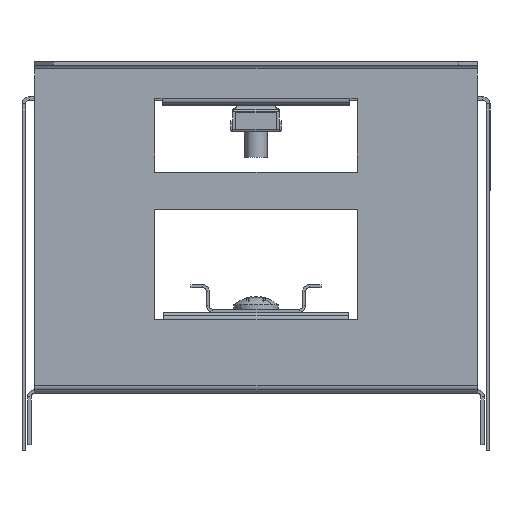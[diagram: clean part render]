
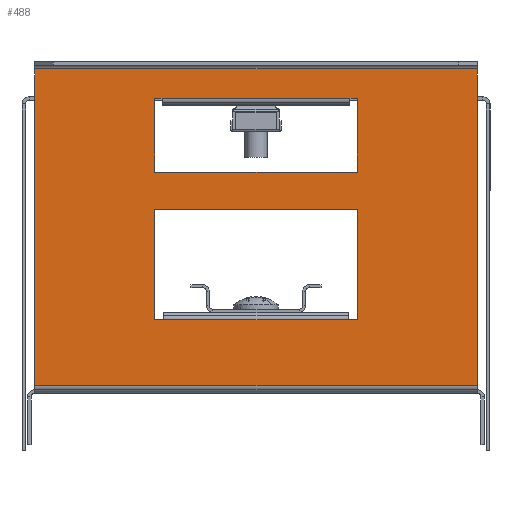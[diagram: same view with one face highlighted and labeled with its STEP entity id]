
A CAD part, left-side view. The second image highlights one B-rep face of the part: STEP entity #488.
In plain terms, the highlighted planar face has unit normal (-1, 0, 0).
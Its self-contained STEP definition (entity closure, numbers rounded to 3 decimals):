
#205 = CARTESIAN_POINT ( 'NONE',  ( -222.5, 60., -70. ) ) ;
#224 = LINE ( 'NONE', #8094, #11457 ) ;
#324 = LINE ( 'NONE', #2270, #375 ) ;
#354 = VECTOR ( 'NONE', #10958, 1000. ) ;
#375 = VECTOR ( 'NONE', #6085, 1000. ) ;
#488 = ADVANCED_FACE ( 'NONE', ( #8760, #7742, #2654 ), #10648, .F. ) ;
#489 = ORIENTED_EDGE ( 'NONE', *, *, #3156, .T. ) ;
#552 = VECTOR ( 'NONE', #7467, 1000. ) ;
#651 = CARTESIAN_POINT ( 'NONE',  ( -222.5, 60., -64. ) ) ;
#699 = LINE ( 'NONE', #768, #7578 ) ;
#768 = CARTESIAN_POINT ( 'NONE',  ( -222.5, 25.5, -10. ) ) ;
#779 = DIRECTION ( 'NONE',  ( 0., 0., -1. ) ) ;
#1030 = ORIENTED_EDGE ( 'NONE', *, *, #2620, .T. ) ;
#1038 = EDGE_CURVE ( 'NONE', #7912, #10676, #12729, .T. ) ;
#1064 = DIRECTION ( 'NONE',  ( 0., 0., 1. ) ) ;
#1330 = CARTESIAN_POINT ( 'NONE',  ( -222.5, 25.5, -10. ) ) ;
#1548 = LINE ( 'NONE', #3353, #9080 ) ;
#1574 = VECTOR ( 'NONE', #4815, 1000. ) ;
#1768 = LINE ( 'NONE', #3777, #12340 ) ;
#1778 = DIRECTION ( 'NONE',  ( 0., 0., 1. ) ) ;
#1922 = LINE ( 'NONE', #5768, #4299 ) ;
#2008 = VERTEX_POINT ( 'NONE', #9278 ) ;
#2062 = CARTESIAN_POINT ( 'NONE',  ( -222.5, 27.5, -30. ) ) ;
#2071 = ORIENTED_EDGE ( 'NONE', *, *, #5884, .T. ) ;
#2076 = ORIENTED_EDGE ( 'NONE', *, *, #3351, .T. ) ;
#2114 = ORIENTED_EDGE ( 'NONE', *, *, #3991, .T. ) ;
#2115 = CARTESIAN_POINT ( 'NONE',  ( -222.5, -27.5, -30. ) ) ;
#2177 = ORIENTED_EDGE ( 'NONE', *, *, #11370, .T. ) ;
#2189 = VECTOR ( 'NONE', #11233, 1000. ) ;
#2242 = CARTESIAN_POINT ( 'NONE',  ( -222.5, -25.5, -10. ) ) ;
#2270 = CARTESIAN_POINT ( 'NONE',  ( -222.5, 60., -10. ) ) ;
#2337 = CARTESIAN_POINT ( 'NONE',  ( -222.5, 27.5, -40. ) ) ;
#2559 = AXIS2_PLACEMENT_3D ( 'NONE', #651, #6719, #779 ) ;
#2616 = VECTOR ( 'NONE', #11155, 1000. ) ;
#2620 = EDGE_CURVE ( 'NONE', #10676, #4802, #3722, .T. ) ;
#2622 = LINE ( 'NONE', #2872, #2859 ) ;
#2654 = FACE_OUTER_BOUND ( 'NONE', #3364, .T. ) ;
#2742 = CARTESIAN_POINT ( 'NONE',  ( -222.5, -27.5, -64. ) ) ;
#2859 = VECTOR ( 'NONE', #7717, 1000. ) ;
#2872 = CARTESIAN_POINT ( 'NONE',  ( -222.5, -25., -70. ) ) ;
#2886 = VERTEX_POINT ( 'NONE', #9717 ) ;
#2989 = EDGE_CURVE ( 'NONE', #2008, #3717, #224, .T. ) ;
#3156 = EDGE_CURVE ( 'NONE', #6167, #11499, #12266, .T. ) ;
#3351 = EDGE_CURVE ( 'NONE', #4210, #6167, #6275, .T. ) ;
#3353 = CARTESIAN_POINT ( 'NONE',  ( -222.5, 60., -2. ) ) ;
#3364 = EDGE_LOOP ( 'NONE', ( #6204, #11033, #10659, #5243 ) ) ;
#3436 = CARTESIAN_POINT ( 'NONE',  ( -222.5, 27.5, -70. ) ) ;
#3597 = CARTESIAN_POINT ( 'NONE',  ( -222.5, -60., -2. ) ) ;
#3665 = VECTOR ( 'NONE', #1778, 1000. ) ;
#3697 = EDGE_CURVE ( 'NONE', #6652, #7912, #6836, .T. ) ;
#3717 = VERTEX_POINT ( 'NONE', #3989 ) ;
#3722 = LINE ( 'NONE', #2742, #1574 ) ;
#3724 = DIRECTION ( 'NONE',  ( 0., 1., 0. ) ) ;
#3777 = CARTESIAN_POINT ( 'NONE',  ( -222.5, 60., -70. ) ) ;
#3989 = CARTESIAN_POINT ( 'NONE',  ( -222.5, 60., -2. ) ) ;
#3991 = EDGE_CURVE ( 'NONE', #11446, #11754, #5809, .T. ) ;
#4046 = CARTESIAN_POINT ( 'NONE',  ( -222.5, 60., -88. ) ) ;
#4210 = VERTEX_POINT ( 'NONE', #2242 ) ;
#4261 = VECTOR ( 'NONE', #1064, 1000. ) ;
#4262 = CARTESIAN_POINT ( 'NONE',  ( -222.5, 60., -10. ) ) ;
#4299 = VECTOR ( 'NONE', #11781, 1000. ) ;
#4613 = EDGE_CURVE ( 'NONE', #11754, #6104, #324, .T. ) ;
#4776 = EDGE_CURVE ( 'NONE', #11499, #11446, #1922, .T. ) ;
#4802 = VERTEX_POINT ( 'NONE', #7747 ) ;
#4815 = DIRECTION ( 'NONE',  ( 0., 0., -1. ) ) ;
#4905 = DIRECTION ( 'NONE',  ( 0., -1., 0. ) ) ;
#4968 = CARTESIAN_POINT ( 'NONE',  ( -222.5, 60., -40. ) ) ;
#5243 = ORIENTED_EDGE ( 'NONE', *, *, #11879, .T. ) ;
#5752 = DIRECTION ( 'NONE',  ( 0., -1., 0. ) ) ;
#5768 = CARTESIAN_POINT ( 'NONE',  ( -222.5, 60., -30. ) ) ;
#5809 = LINE ( 'NONE', #8687, #3665 ) ;
#5884 = EDGE_CURVE ( 'NONE', #12233, #11663, #2622, .T. ) ;
#5985 = EDGE_CURVE ( 'NONE', #11663, #6652, #1768, .T. ) ;
#6054 = DIRECTION ( 'NONE',  ( 0., 0., 1. ) ) ;
#6085 = DIRECTION ( 'NONE',  ( 0., -1., 0. ) ) ;
#6104 = VERTEX_POINT ( 'NONE', #1330 ) ;
#6167 = VERTEX_POINT ( 'NONE', #7419 ) ;
#6204 = ORIENTED_EDGE ( 'NONE', *, *, #10052, .T. ) ;
#6275 = LINE ( 'NONE', #4262, #2616 ) ;
#6355 = VECTOR ( 'NONE', #4905, 1000. ) ;
#6652 = VERTEX_POINT ( 'NONE', #3436 ) ;
#6719 = DIRECTION ( 'NONE',  ( 1., 0., 0. ) ) ;
#6836 = LINE ( 'NONE', #9928, #354 ) ;
#7122 = ORIENTED_EDGE ( 'NONE', *, *, #1038, .T. ) ;
#7157 = CARTESIAN_POINT ( 'NONE',  ( -222.5, 25., -70. ) ) ;
#7196 = VERTEX_POINT ( 'NONE', #3597 ) ;
#7286 = DIRECTION ( 'NONE',  ( 0., -1., 0. ) ) ;
#7302 = LINE ( 'NONE', #205, #2189 ) ;
#7419 = CARTESIAN_POINT ( 'NONE',  ( -222.5, -27.5, -10. ) ) ;
#7467 = DIRECTION ( 'NONE',  ( 0., 0., -1. ) ) ;
#7578 = VECTOR ( 'NONE', #5752, 1000. ) ;
#7664 = CARTESIAN_POINT ( 'NONE',  ( -222.5, -25., -70. ) ) ;
#7717 = DIRECTION ( 'NONE',  ( 0., 1., 0. ) ) ;
#7742 = FACE_BOUND ( 'NONE', #10429, .T. ) ;
#7747 = CARTESIAN_POINT ( 'NONE',  ( -222.5, -27.5, -70. ) ) ;
#7902 = ORIENTED_EDGE ( 'NONE', *, *, #4776, .T. ) ;
#7912 = VERTEX_POINT ( 'NONE', #2337 ) ;
#7974 = LINE ( 'NONE', #9971, #4261 ) ;
#7984 = LINE ( 'NONE', #4046, #6355 ) ;
#8094 = CARTESIAN_POINT ( 'NONE',  ( -222.5, 60., -89. ) ) ;
#8301 = EDGE_CURVE ( 'NONE', #3717, #7196, #1548, .T. ) ;
#8640 = CARTESIAN_POINT ( 'NONE',  ( -222.5, 27.5, -10. ) ) ;
#8687 = CARTESIAN_POINT ( 'NONE',  ( -222.5, 27.5, -64. ) ) ;
#8760 = FACE_BOUND ( 'NONE', #11344, .T. ) ;
#8761 = ORIENTED_EDGE ( 'NONE', *, *, #5985, .T. ) ;
#8874 = DIRECTION ( 'NONE',  ( 0., -1., 0. ) ) ;
#9071 = CARTESIAN_POINT ( 'NONE',  ( -222.5, -27.5, -40. ) ) ;
#9080 = VECTOR ( 'NONE', #7286, 1000. ) ;
#9278 = CARTESIAN_POINT ( 'NONE',  ( -222.5, 60., -88. ) ) ;
#9717 = CARTESIAN_POINT ( 'NONE',  ( -222.5, -60., -88. ) ) ;
#9864 = ORIENTED_EDGE ( 'NONE', *, *, #11820, .T. ) ;
#9928 = CARTESIAN_POINT ( 'NONE',  ( -222.5, 27.5, -64. ) ) ;
#9971 = CARTESIAN_POINT ( 'NONE',  ( -222.5, -60., -64. ) ) ;
#10052 = EDGE_CURVE ( 'NONE', #2886, #7196, #7974, .T. ) ;
#10429 = EDGE_LOOP ( 'NONE', ( #2114, #11024, #9864, #2076, #489, #7902 ) ) ;
#10602 = VECTOR ( 'NONE', #8874, 1000. ) ;
#10648 = PLANE ( 'NONE',  #2559 ) ;
#10659 = ORIENTED_EDGE ( 'NONE', *, *, #2989, .F. ) ;
#10676 = VERTEX_POINT ( 'NONE', #9071 ) ;
#10958 = DIRECTION ( 'NONE',  ( 0., 0., 1. ) ) ;
#11024 = ORIENTED_EDGE ( 'NONE', *, *, #4613, .T. ) ;
#11033 = ORIENTED_EDGE ( 'NONE', *, *, #8301, .F. ) ;
#11155 = DIRECTION ( 'NONE',  ( 0., -1., 0. ) ) ;
#11233 = DIRECTION ( 'NONE',  ( 0., 1., 0. ) ) ;
#11344 = EDGE_LOOP ( 'NONE', ( #12312, #7122, #1030, #2177, #2071, #8761 ) ) ;
#11370 = EDGE_CURVE ( 'NONE', #4802, #12233, #7302, .T. ) ;
#11446 = VERTEX_POINT ( 'NONE', #2062 ) ;
#11457 = VECTOR ( 'NONE', #6054, 1000. ) ;
#11499 = VERTEX_POINT ( 'NONE', #2115 ) ;
#11663 = VERTEX_POINT ( 'NONE', #7157 ) ;
#11754 = VERTEX_POINT ( 'NONE', #8640 ) ;
#11781 = DIRECTION ( 'NONE',  ( 0., 1., 0. ) ) ;
#11820 = EDGE_CURVE ( 'NONE', #6104, #4210, #699, .T. ) ;
#11879 = EDGE_CURVE ( 'NONE', #2008, #2886, #7984, .T. ) ;
#12233 = VERTEX_POINT ( 'NONE', #7664 ) ;
#12266 = LINE ( 'NONE', #12346, #552 ) ;
#12312 = ORIENTED_EDGE ( 'NONE', *, *, #3697, .T. ) ;
#12340 = VECTOR ( 'NONE', #3724, 1000. ) ;
#12346 = CARTESIAN_POINT ( 'NONE',  ( -222.5, -27.5, -64. ) ) ;
#12729 = LINE ( 'NONE', #4968, #10602 ) ;
